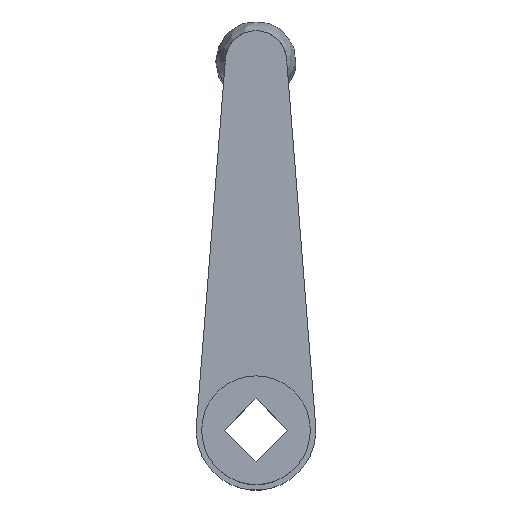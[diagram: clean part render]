
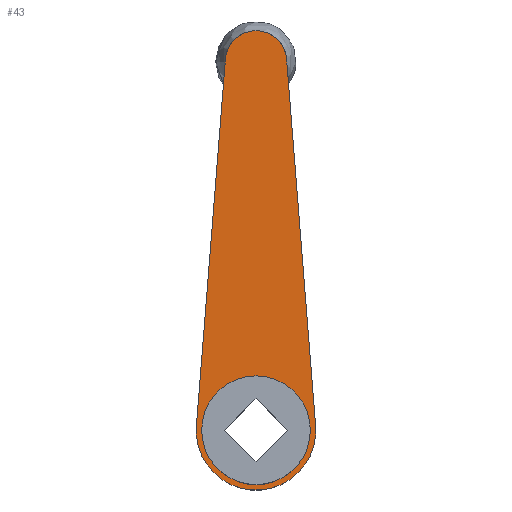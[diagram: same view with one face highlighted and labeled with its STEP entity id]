
A CAD part, top view. The second image highlights one B-rep face of the part: STEP entity #43.
In plain terms, the highlighted planar face has unit normal (0, 0, 1).
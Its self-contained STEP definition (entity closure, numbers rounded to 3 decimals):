
#43 = ADVANCED_FACE( '', ( #95, #96 ), #97, .T. );
#95 = FACE_BOUND( '', #163, .T. );
#96 = FACE_OUTER_BOUND( '', #164, .T. );
#97 = PLANE( '', #165 );
#163 = EDGE_LOOP( '', ( #264 ) );
#164 = EDGE_LOOP( '', ( #265, #266, #267, #268 ) );
#165 = AXIS2_PLACEMENT_3D( '', #269, #270, #271 );
#264 = ORIENTED_EDGE( '', *, *, #389, .F. );
#265 = ORIENTED_EDGE( '', *, *, #390, .T. );
#266 = ORIENTED_EDGE( '', *, *, #391, .T. );
#267 = ORIENTED_EDGE( '', *, *, #386, .T. );
#268 = ORIENTED_EDGE( '', *, *, #392, .T. );
#269 = CARTESIAN_POINT( '', ( 0., 0., -27.21 ) );
#270 = DIRECTION( '', ( 0., 0., 1. ) );
#271 = DIRECTION( '', ( 1., 0., 0. ) );
#386 = EDGE_CURVE( '', #438, #436, #439, .T. );
#389 = EDGE_CURVE( '', #442, #442, #443, .T. );
#390 = EDGE_CURVE( '', #444, #445, #446, .T. );
#391 = EDGE_CURVE( '', #445, #438, #447, .T. );
#392 = EDGE_CURVE( '', #436, #444, #448, .T. );
#436 = VERTEX_POINT( '', #508 );
#438 = VERTEX_POINT( '', #511 );
#439 = LINE( '', #512, #513 );
#442 = VERTEX_POINT( '', #517 );
#443 = CIRCLE( '', #518, 17. );
#444 = VERTEX_POINT( '', #519 );
#445 = VERTEX_POINT( '', #520 );
#446 = LINE( '', #521, #522 );
#447 = CIRCLE( '', #523, 18.7 );
#448 = CIRCLE( '', #524, 9.6 );
#508 = CARTESIAN_POINT( '', ( 9.57, 116.157, -27.21 ) );
#511 = CARTESIAN_POINT( '', ( 18.642, 1.475, -27.21 ) );
#512 = CARTESIAN_POINT( '', ( 18.642, 1.475, -27.21 ) );
#513 = VECTOR( '', #596, 1000. );
#517 = CARTESIAN_POINT( '', ( 0., 17., -27.21 ) );
#518 = AXIS2_PLACEMENT_3D( '', #598, #599, #600 );
#519 = CARTESIAN_POINT( '', ( -9.57, 116.157, -27.21 ) );
#520 = CARTESIAN_POINT( '', ( -18.642, 1.475, -27.21 ) );
#521 = CARTESIAN_POINT( '', ( -9.57, 116.157, -27.21 ) );
#522 = VECTOR( '', #601, 1000. );
#523 = AXIS2_PLACEMENT_3D( '', #602, #603, #604 );
#524 = AXIS2_PLACEMENT_3D( '', #605, #606, #607 );
#596 = DIRECTION( '', ( -0.079, 0.997, 0. ) );
#598 = CARTESIAN_POINT( '', ( 0., 0., -27.21 ) );
#599 = DIRECTION( '', ( 0., 0., 1. ) );
#600 = DIRECTION( '', ( 0., 1., 0. ) );
#601 = DIRECTION( '', ( -0.079, -0.997, 0. ) );
#602 = CARTESIAN_POINT( '', ( 0., 0., -27.21 ) );
#603 = DIRECTION( '', ( 0., 0., 1. ) );
#604 = DIRECTION( '', ( 0., 1., 0. ) );
#605 = CARTESIAN_POINT( '', ( 0., 115.4, -27.21 ) );
#606 = DIRECTION( '', ( 0., 0., 1. ) );
#607 = DIRECTION( '', ( 0., 1., 0. ) );
